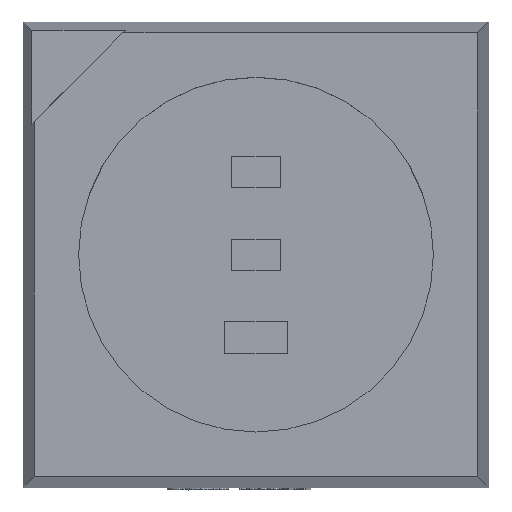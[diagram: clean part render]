
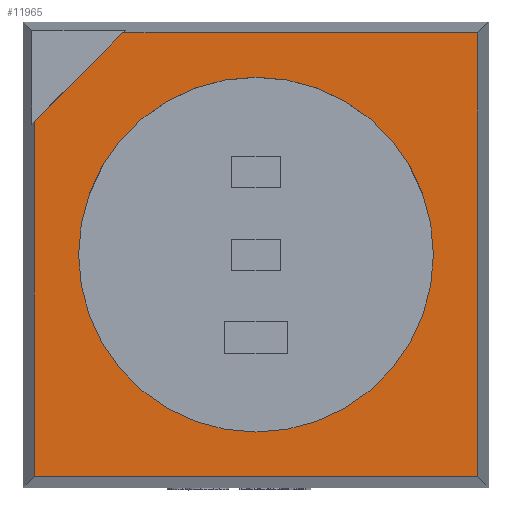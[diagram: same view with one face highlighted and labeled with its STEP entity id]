
A CAD part, top view. The second image highlights one B-rep face of the part: STEP entity #11965.
In plain terms, the highlighted planar face has unit normal (0, 0, 1).
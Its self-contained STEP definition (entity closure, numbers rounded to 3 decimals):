
#248 = CARTESIAN_POINT ( 'NONE',  ( 1., 1., 1. ) ) ;
#272 = ORIENTED_EDGE ( 'NONE', *, *, #6155, .T. ) ;
#705 = CARTESIAN_POINT ( 'NONE',  ( 0., 0., 1. ) ) ;
#725 = EDGE_CURVE ( 'NONE', #6209, #1327, #7222, .T. ) ;
#1098 = DIRECTION ( 'NONE',  ( 0., 0., 1. ) ) ;
#1197 = CARTESIAN_POINT ( 'NONE',  ( -0.8, 0., 1. ) ) ;
#1327 = VERTEX_POINT ( 'NONE', #6257 ) ;
#1594 = EDGE_CURVE ( 'NONE', #9594, #9318, #2442, .T. ) ;
#2299 = FACE_BOUND ( 'NONE', #14387, .T. ) ;
#2442 = LINE ( 'NONE', #13524, #4425 ) ;
#2540 = DIRECTION ( 'NONE',  ( 1., 0., 0. ) ) ;
#3518 = ORIENTED_EDGE ( 'NONE', *, *, #5220, .T. ) ;
#3790 = VERTEX_POINT ( 'NONE', #10298 ) ;
#3827 = DIRECTION ( 'NONE',  ( 0., 0., 1. ) ) ;
#3990 = DIRECTION ( 'NONE',  ( 1., 0., 0. ) ) ;
#4154 = LINE ( 'NONE', #14199, #13721 ) ;
#4314 = LINE ( 'NONE', #10690, #5541 ) ;
#4425 = VECTOR ( 'NONE', #8661, 1000. ) ;
#4676 = AXIS2_PLACEMENT_3D ( 'NONE', #13633, #3827, #3990 ) ;
#5220 = EDGE_CURVE ( 'NONE', #1327, #9594, #10123, .T. ) ;
#5223 = EDGE_CURVE ( 'NONE', #3790, #11711, #6481, .T. ) ;
#5541 = VECTOR ( 'NONE', #9479, 1000. ) ;
#5576 = ORIENTED_EDGE ( 'NONE', *, *, #725, .T. ) ;
#5805 = ORIENTED_EDGE ( 'NONE', *, *, #11877, .F. ) ;
#5846 = CARTESIAN_POINT ( 'NONE',  ( -1., -1., 1. ) ) ;
#5906 = ORIENTED_EDGE ( 'NONE', *, *, #1594, .T. ) ;
#6155 = EDGE_CURVE ( 'NONE', #7501, #6209, #4154, .T. ) ;
#6209 = VERTEX_POINT ( 'NONE', #5846 ) ;
#6257 = CARTESIAN_POINT ( 'NONE',  ( 1., -1., 1. ) ) ;
#6481 = CIRCLE ( 'NONE', #4676, 0.8 ) ;
#6881 = DIRECTION ( 'NONE',  ( 0., 0., 1. ) ) ;
#7216 = CARTESIAN_POINT ( 'NONE',  ( 0., 0., 1. ) ) ;
#7222 = LINE ( 'NONE', #10949, #8483 ) ;
#7501 = VERTEX_POINT ( 'NONE', #9361 ) ;
#7881 = AXIS2_PLACEMENT_3D ( 'NONE', #7216, #1098, #13211 ) ;
#8108 = EDGE_CURVE ( 'NONE', #7501, #9318, #4314, .T. ) ;
#8483 = VECTOR ( 'NONE', #2540, 1000. ) ;
#8567 = VECTOR ( 'NONE', #8688, 1000. ) ;
#8661 = DIRECTION ( 'NONE',  ( -1., 0., 0. ) ) ;
#8688 = DIRECTION ( 'NONE',  ( 0., 1., 0. ) ) ;
#9318 = VERTEX_POINT ( 'NONE', #11162 ) ;
#9361 = CARTESIAN_POINT ( 'NONE',  ( -1., 0.6, 1. ) ) ;
#9479 = DIRECTION ( 'NONE',  ( 0.707, 0.707, 0. ) ) ;
#9594 = VERTEX_POINT ( 'NONE', #248 ) ;
#10123 = LINE ( 'NONE', #11435, #8567 ) ;
#10189 = CIRCLE ( 'NONE', #15909, 0.8 ) ;
#10298 = CARTESIAN_POINT ( 'NONE',  ( 0.8, 0., 1. ) ) ;
#10427 = ORIENTED_EDGE ( 'NONE', *, *, #8108, .F. ) ;
#10530 = DIRECTION ( 'NONE',  ( 0., -1., 0. ) ) ;
#10690 = CARTESIAN_POINT ( 'NONE',  ( -1.05, 0.55, 1. ) ) ;
#10949 = CARTESIAN_POINT ( 'NONE',  ( 1.05, -1., 1. ) ) ;
#11162 = CARTESIAN_POINT ( 'NONE',  ( -0.6, 1., 1. ) ) ;
#11435 = CARTESIAN_POINT ( 'NONE',  ( 1., 1.05, 1. ) ) ;
#11711 = VERTEX_POINT ( 'NONE', #1197 ) ;
#11762 = DIRECTION ( 'NONE',  ( 1., 0., 0. ) ) ;
#11877 = EDGE_CURVE ( 'NONE', #11711, #3790, #10189, .T. ) ;
#11965 = ADVANCED_FACE ( 'NONE', ( #2299, #12005 ), #13382, .T. ) ;
#12005 = FACE_OUTER_BOUND ( 'NONE', #14742, .T. ) ;
#12851 = ORIENTED_EDGE ( 'NONE', *, *, #5223, .F. ) ;
#13211 = DIRECTION ( 'NONE',  ( 1., 0., 0. ) ) ;
#13382 = PLANE ( 'NONE',  #7881 ) ;
#13524 = CARTESIAN_POINT ( 'NONE',  ( -0.55, 1., 1. ) ) ;
#13633 = CARTESIAN_POINT ( 'NONE',  ( 0., 0., 1. ) ) ;
#13721 = VECTOR ( 'NONE', #10530, 1000. ) ;
#14199 = CARTESIAN_POINT ( 'NONE',  ( -1., -1.05, 1. ) ) ;
#14387 = EDGE_LOOP ( 'NONE', ( #12851, #5805 ) ) ;
#14742 = EDGE_LOOP ( 'NONE', ( #10427, #272, #5576, #3518, #5906 ) ) ;
#15909 = AXIS2_PLACEMENT_3D ( 'NONE', #705, #6881, #11762 ) ;
